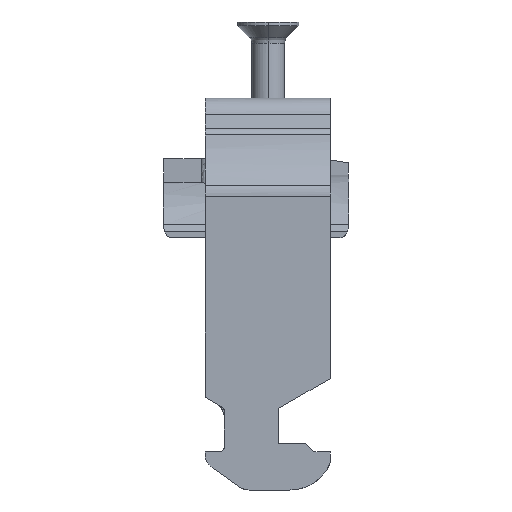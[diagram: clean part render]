
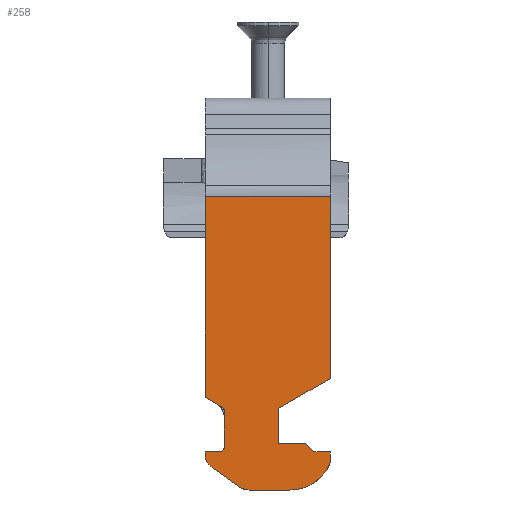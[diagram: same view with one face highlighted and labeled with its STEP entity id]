
A CAD part, left-side view. The second image highlights one B-rep face of the part: STEP entity #258.
In plain terms, the highlighted planar face has unit normal (-1, 0, 0).
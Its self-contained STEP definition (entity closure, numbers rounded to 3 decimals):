
#258=ADVANCED_FACE('',(#544),#4241,.T.);
#544=FACE_OUTER_BOUND('',#825,.T.);
#825=EDGE_LOOP('',(#2045,#2046,#2047,#2048,#2049,#2050,#2051,#2052,#2053,
#2054,#2055,#2056,#2057,#2058,#2059,#2060,#2061,#2062,#2063,#2064));
#2045=ORIENTED_EDGE('',*,*,#2801,.T.);
#2046=ORIENTED_EDGE('',*,*,#2894,.F.);
#2047=ORIENTED_EDGE('',*,*,#2846,.T.);
#2048=ORIENTED_EDGE('',*,*,#2847,.T.);
#2049=ORIENTED_EDGE('',*,*,#2850,.T.);
#2050=ORIENTED_EDGE('',*,*,#2853,.T.);
#2051=ORIENTED_EDGE('',*,*,#2856,.T.);
#2052=ORIENTED_EDGE('',*,*,#2859,.T.);
#2053=ORIENTED_EDGE('',*,*,#2864,.T.);
#2054=ORIENTED_EDGE('',*,*,#2867,.T.);
#2055=ORIENTED_EDGE('',*,*,#2868,.T.);
#2056=ORIENTED_EDGE('',*,*,#2871,.T.);
#2057=ORIENTED_EDGE('',*,*,#2874,.T.);
#2058=ORIENTED_EDGE('',*,*,#2877,.T.);
#2059=ORIENTED_EDGE('',*,*,#2880,.T.);
#2060=ORIENTED_EDGE('',*,*,#2885,.T.);
#2061=ORIENTED_EDGE('',*,*,#2886,.T.);
#2062=ORIENTED_EDGE('',*,*,#2892,.T.);
#2063=ORIENTED_EDGE('',*,*,#2841,.T.);
#2064=ORIENTED_EDGE('',*,*,#2893,.F.);
#2801=EDGE_CURVE('',#4017,#3993,#3561,.T.);
#2841=EDGE_CURVE('',#4045,#4043,#3572,.T.);
#2846=EDGE_CURVE('',#4048,#4049,#3576,.T.);
#2847=EDGE_CURVE('',#4049,#4051,#3087,.T.);
#2850=EDGE_CURVE('',#4051,#4053,#3578,.T.);
#2853=EDGE_CURVE('',#4053,#4055,#3090,.T.);
#2856=EDGE_CURVE('',#4055,#4057,#3581,.T.);
#2859=EDGE_CURVE('',#4057,#4059,#3584,.T.);
#2864=EDGE_CURVE('',#4059,#4061,#3095,.T.);
#2867=EDGE_CURVE('',#4061,#4063,#3588,.T.);
#2868=EDGE_CURVE('',#4063,#4065,#3096,.T.);
#2871=EDGE_CURVE('',#4065,#4067,#3590,.T.);
#2874=EDGE_CURVE('',#4067,#4069,#3099,.T.);
#2877=EDGE_CURVE('',#4069,#4071,#3593,.T.);
#2880=EDGE_CURVE('',#4071,#4073,#3596,.T.);
#2885=EDGE_CURVE('',#4073,#4075,#3601,.T.);
#2886=EDGE_CURVE('',#4075,#4077,#3602,.T.);
#2892=EDGE_CURVE('',#4077,#4045,#3608,.T.);
#2893=EDGE_CURVE('',#4017,#4043,#3609,.T.);
#2894=EDGE_CURVE('',#4048,#3993,#3610,.T.);
#3087=(
BOUNDED_CURVE()
B_SPLINE_CURVE(2,(#14498,#14499,#14500),.UNSPECIFIED.,.F.,.F.)
B_SPLINE_CURVE_WITH_KNOTS((3,3),(0.,1.047),.UNSPECIFIED.)
CURVE()
GEOMETRIC_REPRESENTATION_ITEM()
RATIONAL_B_SPLINE_CURVE((1.,0.866,1.))
REPRESENTATION_ITEM('')
);
#3090=(
BOUNDED_CURVE()
B_SPLINE_CURVE(2,(#14512,#14513,#14514),.UNSPECIFIED.,.F.,.F.)
B_SPLINE_CURVE_WITH_KNOTS((3,3),(0.,1.571),.UNSPECIFIED.)
CURVE()
GEOMETRIC_REPRESENTATION_ITEM()
RATIONAL_B_SPLINE_CURVE((1.,0.707,1.))
REPRESENTATION_ITEM('')
);
#3095=(
BOUNDED_CURVE()
B_SPLINE_CURVE(2,(#14537,#14538,#14539),.UNSPECIFIED.,.F.,.F.)
B_SPLINE_CURVE_WITH_KNOTS((3,3),(0.,2.88),.UNSPECIFIED.)
CURVE()
GEOMETRIC_REPRESENTATION_ITEM()
RATIONAL_B_SPLINE_CURVE((1.,0.887,1.))
REPRESENTATION_ITEM('')
);
#3096=(
BOUNDED_CURVE()
B_SPLINE_CURVE(2,(#14546,#14547,#14548),.UNSPECIFIED.,.F.,.F.)
B_SPLINE_CURVE_WITH_KNOTS((3,3),(0.,1.833),.UNSPECIFIED.)
CURVE()
GEOMETRIC_REPRESENTATION_ITEM()
RATIONAL_B_SPLINE_CURVE((1.,0.954,1.))
REPRESENTATION_ITEM('')
);
#3099=(
BOUNDED_CURVE()
B_SPLINE_CURVE(2,(#14560,#14561,#14562),.UNSPECIFIED.,.F.,.F.)
B_SPLINE_CURVE_WITH_KNOTS((3,3),(0.,9.491),.UNSPECIFIED.)
CURVE()
GEOMETRIC_REPRESENTATION_ITEM()
RATIONAL_B_SPLINE_CURVE((1.,0.829,1.))
REPRESENTATION_ITEM('')
);
#3561=B_SPLINE_CURVE_WITH_KNOTS('',1,(#14378,#14379),.UNSPECIFIED.,.F.,
 .F.,(2,2),(-40.399,-17.399),.UNSPECIFIED.);
#3572=B_SPLINE_CURVE_WITH_KNOTS('',1,(#14486,#14487),.UNSPECIFIED.,.F.,
 .F.,(2,2),(0.,10.97),.UNSPECIFIED.);
#3576=B_SPLINE_CURVE_WITH_KNOTS('',1,(#14496,#14497),.UNSPECIFIED.,.F.,
 .F.,(2,2),(0.,3.496),.UNSPECIFIED.);
#3578=B_SPLINE_CURVE_WITH_KNOTS('',1,(#14506,#14507),.UNSPECIFIED.,.F.,
 .F.,(2,2),(0.,6.423),.UNSPECIFIED.);
#3581=B_SPLINE_CURVE_WITH_KNOTS('',1,(#14520,#14521),.UNSPECIFIED.,.F.,
 .F.,(2,2),(0.,2.528),.UNSPECIFIED.);
#3584=B_SPLINE_CURVE_WITH_KNOTS('',1,(#14526,#14527),.UNSPECIFIED.,.F.,
 .F.,(2,2),(0.,0.438),.UNSPECIFIED.);
#3588=B_SPLINE_CURVE_WITH_KNOTS('',1,(#14544,#14545),.UNSPECIFIED.,.F.,
 .F.,(2,2),(0.,6.21),.UNSPECIFIED.);
#3590=B_SPLINE_CURVE_WITH_KNOTS('',1,(#14554,#14555),.UNSPECIFIED.,.F.,
 .F.,(2,2),(0.,7.497),.UNSPECIFIED.);
#3593=B_SPLINE_CURVE_WITH_KNOTS('',1,(#14568,#14569),.UNSPECIFIED.,.F.,
 .F.,(2,2),(0.,2.),.UNSPECIFIED.);
#3596=B_SPLINE_CURVE_WITH_KNOTS('',1,(#14574,#14575),.UNSPECIFIED.,.F.,
 .F.,(2,2),(0.,3.),.UNSPECIFIED.);
#3601=B_SPLINE_CURVE_WITH_KNOTS('',1,(#14584,#14585),.UNSPECIFIED.,.F.,
 .F.,(2,2),(0.,2.121),.UNSPECIFIED.);
#3602=B_SPLINE_CURVE_WITH_KNOTS('',1,(#14586,#14587),.UNSPECIFIED.,.F.,
 .F.,(2,2),(0.,5.),.UNSPECIFIED.);
#3608=B_SPLINE_CURVE_WITH_KNOTS('',1,(#14598,#14599),.UNSPECIFIED.,.F.,
 .F.,(2,2),(0.,6.5),.UNSPECIFIED.);
#3609=B_SPLINE_CURVE_WITH_KNOTS('',1,(#14600,#14601),.UNSPECIFIED.,.F.,
 .F.,(2,2),(-33.47,0.),.UNSPECIFIED.);
#3610=B_SPLINE_CURVE_WITH_KNOTS('',1,(#14602,#14603),.UNSPECIFIED.,.F.,
 .F.,(2,2),(-78.918,-42.),.UNSPECIFIED.);
#3993=VERTEX_POINT('',#13122);
#4017=VERTEX_POINT('',#13146);
#4043=VERTEX_POINT('',#13172);
#4045=VERTEX_POINT('',#13174);
#4048=VERTEX_POINT('',#13177);
#4049=VERTEX_POINT('',#13178);
#4051=VERTEX_POINT('',#13180);
#4053=VERTEX_POINT('',#13182);
#4055=VERTEX_POINT('',#13184);
#4057=VERTEX_POINT('',#13186);
#4059=VERTEX_POINT('',#13188);
#4061=VERTEX_POINT('',#13190);
#4063=VERTEX_POINT('',#13192);
#4065=VERTEX_POINT('',#13194);
#4067=VERTEX_POINT('',#13196);
#4069=VERTEX_POINT('',#13198);
#4071=VERTEX_POINT('',#13200);
#4073=VERTEX_POINT('',#13202);
#4075=VERTEX_POINT('',#13204);
#4077=VERTEX_POINT('',#13206);
#4241=PLANE('',#4684);
#4684=AXIS2_PLACEMENT_3D('',#12895,#4833,$);
#4833=DIRECTION('',(-1.,0.,0.));
#12895=CARTESIAN_POINT('',(-43.,25.474,-10.57));
#13122=CARTESIAN_POINT('',(-43.,23.,48.954));
#13146=CARTESIAN_POINT('',(-43.,0.,48.954));
#13172=CARTESIAN_POINT('',(-43.,0.,15.485));
#13174=CARTESIAN_POINT('',(-43.,9.5,10.));
#13177=CARTESIAN_POINT('',(-43.,23.,12.037));
#13178=CARTESIAN_POINT('',(-43.,19.972,10.289));
#13180=CARTESIAN_POINT('',(-43.,19.472,9.423));
#13182=CARTESIAN_POINT('',(-43.,19.472,3.));
#13184=CARTESIAN_POINT('',(-43.,20.472,2.));
#13186=CARTESIAN_POINT('',(-43.,23.,2.));
#13188=CARTESIAN_POINT('',(-43.,23.,1.562));
#13190=CARTESIAN_POINT('',(-43.,21.721,-0.896));
#13192=CARTESIAN_POINT('',(-43.,16.634,-4.457));
#13194=CARTESIAN_POINT('',(-43.,14.913,-5.));
#13196=CARTESIAN_POINT('',(-43.,7.416,-5.));
#13198=CARTESIAN_POINT('',(-43.,0.,0.));
#13200=CARTESIAN_POINT('',(-43.,0.,2.));
#13202=CARTESIAN_POINT('',(-43.,3.,2.));
#13204=CARTESIAN_POINT('',(-43.,4.5,3.5));
#13206=CARTESIAN_POINT('',(-43.,9.5,3.5));
#14378=CARTESIAN_POINT('',(-43.,0.,48.954));
#14379=CARTESIAN_POINT('',(-43.,23.,48.954));
#14486=CARTESIAN_POINT('',(-43.,9.5,10.));
#14487=CARTESIAN_POINT('',(-43.,0.,15.485));
#14496=CARTESIAN_POINT('',(-43.,23.,12.037));
#14497=CARTESIAN_POINT('',(-43.,19.972,10.289));
#14498=CARTESIAN_POINT('',(-43.,19.972,10.289));
#14499=CARTESIAN_POINT('',(-43.,19.472,10.));
#14500=CARTESIAN_POINT('',(-43.,19.472,9.423));
#14506=CARTESIAN_POINT('',(-43.,19.472,9.423));
#14507=CARTESIAN_POINT('',(-43.,19.472,3.));
#14512=CARTESIAN_POINT('',(-43.,19.472,3.));
#14513=CARTESIAN_POINT('',(-43.,19.472,2.));
#14514=CARTESIAN_POINT('',(-43.,20.472,2.));
#14520=CARTESIAN_POINT('',(-43.,20.472,2.));
#14521=CARTESIAN_POINT('',(-43.,23.,2.));
#14526=CARTESIAN_POINT('',(-43.,23.,2.));
#14527=CARTESIAN_POINT('',(-43.,23.,1.562));
#14537=CARTESIAN_POINT('',(-43.,23.,1.562));
#14538=CARTESIAN_POINT('',(-43.,23.,0.));
#14539=CARTESIAN_POINT('',(-43.,21.721,-0.896));
#14544=CARTESIAN_POINT('',(-43.,21.721,-0.896));
#14545=CARTESIAN_POINT('',(-43.,16.634,-4.457));
#14546=CARTESIAN_POINT('',(-43.,16.634,-4.457));
#14547=CARTESIAN_POINT('',(-43.,15.859,-5.));
#14548=CARTESIAN_POINT('',(-43.,14.913,-5.));
#14554=CARTESIAN_POINT('',(-43.,14.913,-5.));
#14555=CARTESIAN_POINT('',(-43.,7.416,-5.));
#14560=CARTESIAN_POINT('',(-43.,7.416,-5.));
#14561=CARTESIAN_POINT('',(-43.,2.023,-5.));
#14562=CARTESIAN_POINT('',(-43.,0.,0.));
#14568=CARTESIAN_POINT('',(-43.,0.,0.));
#14569=CARTESIAN_POINT('',(-43.,0.,2.));
#14574=CARTESIAN_POINT('',(-43.,0.,2.));
#14575=CARTESIAN_POINT('',(-43.,3.,2.));
#14584=CARTESIAN_POINT('',(-43.,3.,2.));
#14585=CARTESIAN_POINT('',(-43.,4.5,3.5));
#14586=CARTESIAN_POINT('',(-43.,4.5,3.5));
#14587=CARTESIAN_POINT('',(-43.,9.5,3.5));
#14598=CARTESIAN_POINT('',(-43.,9.5,3.5));
#14599=CARTESIAN_POINT('',(-43.,9.5,10.));
#14600=CARTESIAN_POINT('',(-43.,0.,48.954));
#14601=CARTESIAN_POINT('',(-43.,0.,15.485));
#14602=CARTESIAN_POINT('',(-43.,23.,12.037));
#14603=CARTESIAN_POINT('',(-43.,23.,48.954));
